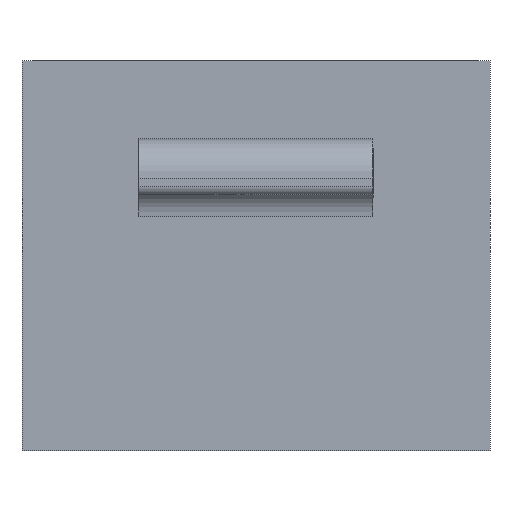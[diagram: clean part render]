
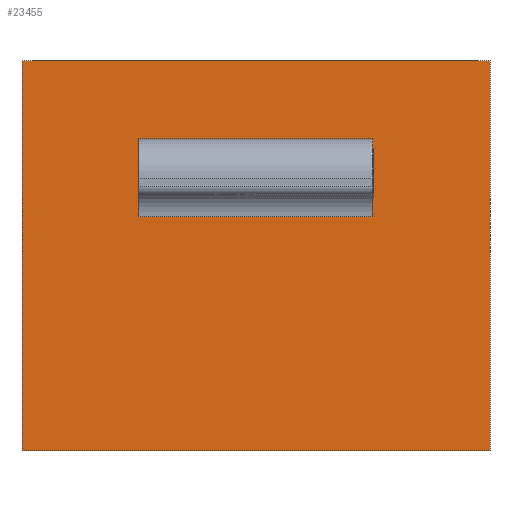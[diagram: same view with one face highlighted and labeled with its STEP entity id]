
A CAD part, left-side view. The second image highlights one B-rep face of the part: STEP entity #23455.
In plain terms, the highlighted planar face has unit normal (-1, 0, 0).
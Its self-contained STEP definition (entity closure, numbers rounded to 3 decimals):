
#183=CARTESIAN_POINT('',(0.,-90.,80.));
#184=VERTEX_POINT('',#183);
#191=CARTESIAN_POINT('',(0.,-30.,80.));
#192=VERTEX_POINT('',#191);
#193=CARTESIAN_POINT('',(0.,-90.,80.));
#194=DIRECTION('',(0.,1.,0.));
#195=VECTOR('',#194,60.);
#196=LINE('',#193,#195);
#197=EDGE_CURVE('',#184,#192,#196,.T.);
#231=CARTESIAN_POINT('',(0.,-90.,60.));
#232=VERTEX_POINT('',#231);
#240=CARTESIAN_POINT('',(0.,-90.,60.));
#241=DIRECTION('',(0.,0.,1.));
#242=VECTOR('',#241,20.);
#243=LINE('',#240,#242);
#244=EDGE_CURVE('',#232,#184,#243,.T.);
#289=CARTESIAN_POINT('',(0.,-30.,60.));
#290=VERTEX_POINT('',#289);
#291=CARTESIAN_POINT('',(0.,-30.,60.));
#292=DIRECTION('',(0.,-1.,0.));
#293=VECTOR('',#292,60.);
#294=LINE('',#291,#293);
#295=EDGE_CURVE('',#290,#232,#294,.T.);
#390=CARTESIAN_POINT('',(0.,-30.,80.));
#391=DIRECTION('',(0.,0.,-1.));
#392=VECTOR('',#391,20.);
#393=LINE('',#390,#392);
#394=EDGE_CURVE('',#192,#290,#393,.T.);
#23393=CARTESIAN_POINT('',(0.,-120.,0.));
#23394=VERTEX_POINT('',#23393);
#23402=CARTESIAN_POINT('',(0.,-120.,100.));
#23403=VERTEX_POINT('',#23402);
#23410=CARTESIAN_POINT('',(0.,-120.,100.));
#23411=DIRECTION('',(0.,0.,-1.));
#23412=VECTOR('',#23411,100.);
#23413=LINE('',#23410,#23412);
#23414=EDGE_CURVE('',#23403,#23394,#23413,.T.);
#23419=CARTESIAN_POINT('',(0.,-60.,50.));
#23420=DIRECTION('',(0.,-1.,0.));
#23421=DIRECTION('',(-1.,0.,0.));
#23422=AXIS2_PLACEMENT_3D('',#23419,#23421,#23420);
#23423=PLANE('',#23422);
#23424=CARTESIAN_POINT('',(0.,0.,0.));
#23425=VERTEX_POINT('',#23424);
#23426=CARTESIAN_POINT('',(0.,0.,0.));
#23427=DIRECTION('',(0.,-1.,0.));
#23428=VECTOR('',#23427,120.);
#23429=LINE('',#23426,#23428);
#23430=EDGE_CURVE('',#23425,#23394,#23429,.T.);
#23431=ORIENTED_EDGE('E2126',*,*,#23430,.T.);
#23432=ORIENTED_EDGE('E2126',*,*,#23414,.F.);
#23433=CARTESIAN_POINT('',(0.,0.,100.));
#23434=VERTEX_POINT('',#23433);
#23435=CARTESIAN_POINT('',(0.,-120.,100.));
#23436=DIRECTION('',(0.,1.,0.));
#23437=VECTOR('',#23436,120.);
#23438=LINE('',#23435,#23437);
#23439=EDGE_CURVE('',#23403,#23434,#23438,.T.);
#23440=ORIENTED_EDGE('E2127',*,*,#23439,.T.);
#23441=CARTESIAN_POINT('',(0.,0.,100.));
#23442=DIRECTION('',(0.,0.,-1.));
#23443=VECTOR('',#23442,100.);
#23444=LINE('',#23441,#23443);
#23445=EDGE_CURVE('',#23434,#23425,#23444,.T.);
#23446=ORIENTED_EDGE('E2128',*,*,#23445,.T.);
#23447=EDGE_LOOP('',(#23431,#23432,#23440,#23446));
#23448=FACE_OUTER_BOUND('',#23447,.T.);
#23449=ORIENTED_EDGE('',*,*,#197,.F.);
#23450=ORIENTED_EDGE('',*,*,#244,.F.);
#23451=ORIENTED_EDGE('',*,*,#295,.F.);
#23452=ORIENTED_EDGE('',*,*,#394,.F.);
#23453=EDGE_LOOP('',(#23449,#23450,#23451,#23452));
#23454=FACE_BOUND('',#23453,.T.);
#23455=ADVANCED_FACE('F436',(#23448,#23454),#23423,.T.);
